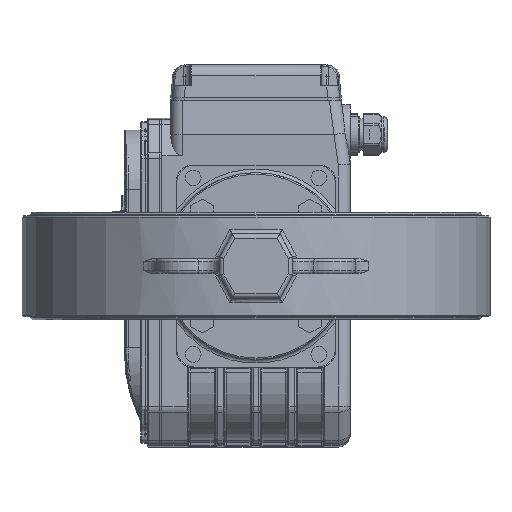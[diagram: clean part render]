
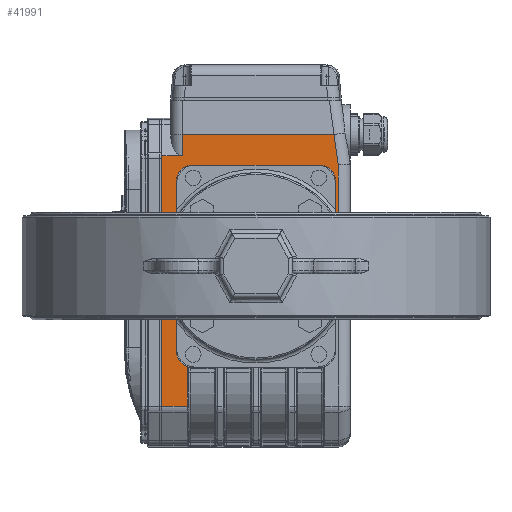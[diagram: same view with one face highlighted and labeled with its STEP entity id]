
A CAD part, front view. The second image highlights one B-rep face of the part: STEP entity #41991.
In plain terms, the highlighted planar face has unit normal (0, -1, 0).
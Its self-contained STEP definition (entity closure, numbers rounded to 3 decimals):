
#2648=CIRCLE('',#45735,10.);
#2650=CIRCLE('',#45738,10.);
#2652=CIRCLE('',#45741,10.);
#4596=LINE('',#72226,#7804);
#4603=LINE('',#72303,#7811);
#4605=LINE('',#72309,#7813);
#4630=LINE('',#72900,#7838);
#4702=LINE('',#73599,#7910);
#4880=LINE('',#74911,#8088);
#4882=LINE('',#74914,#8090);
#4904=LINE('',#74978,#8112);
#4962=LINE('',#75117,#8170);
#4966=LINE('',#75123,#8174);
#4991=LINE('',#75168,#8199);
#5003=LINE('',#75207,#8211);
#7804=VECTOR('',#51115,1000.);
#7811=VECTOR('',#51148,1000.);
#7813=VECTOR('',#51154,1000.);
#7838=VECTOR('',#51245,1000.);
#7910=VECTOR('',#51661,1000.);
#8088=VECTOR('',#52605,1000.);
#8090=VECTOR('',#52609,1000.);
#8112=VECTOR('',#52673,1000.);
#8170=VECTOR('',#52855,1000.);
#8174=VECTOR('',#52863,1000.);
#8199=VECTOR('',#52928,1000.);
#8211=VECTOR('',#52994,1000.);
#15130=ORIENTED_EDGE('',*,*,#25191,.F.);
#15131=ORIENTED_EDGE('',*,*,#24324,.T.);
#15132=ORIENTED_EDGE('',*,*,#24348,.T.);
#15133=ORIENTED_EDGE('',*,*,#24345,.T.);
#15134=ORIENTED_EDGE('',*,*,#25154,.F.);
#15135=ORIENTED_EDGE('',*,*,#24406,.T.);
#15136=ORIENTED_EDGE('',*,*,#25084,.T.);
#15137=ORIENTED_EDGE('',*,*,#25150,.F.);
#15138=ORIENTED_EDGE('',*,*,#25179,.T.);
#15139=ORIENTED_EDGE('',*,*,#24605,.T.);
#15140=ORIENTED_EDGE('',*,*,#25024,.T.);
#15141=ORIENTED_EDGE('',*,*,#25051,.F.);
#15142=ORIENTED_EDGE('',*,*,#25027,.T.);
#15143=ORIENTED_EDGE('',*,*,#25049,.F.);
#15144=ORIENTED_EDGE('',*,*,#25031,.T.);
#24324=EDGE_CURVE('',#30011,#30008,#4596,.T.);
#24345=EDGE_CURVE('',#30029,#30028,#4603,.T.);
#24348=EDGE_CURVE('',#30008,#30029,#4605,.T.);
#24406=EDGE_CURVE('',#30069,#30067,#4630,.T.);
#24605=EDGE_CURVE('',#30198,#30201,#4702,.T.);
#25024=EDGE_CURVE('',#30201,#30472,#2648,.T.);
#25027=EDGE_CURVE('',#30476,#30475,#2650,.T.);
#25031=EDGE_CURVE('',#30480,#30479,#2652,.T.);
#25049=EDGE_CURVE('',#30480,#30475,#4880,.T.);
#25051=EDGE_CURVE('',#30476,#30472,#4882,.T.);
#25084=EDGE_CURVE('',#30067,#30504,#4904,.T.);
#25150=EDGE_CURVE('',#30523,#30504,#4962,.T.);
#25154=EDGE_CURVE('',#30069,#30028,#4966,.T.);
#25179=EDGE_CURVE('',#30523,#30198,#4991,.T.);
#25191=EDGE_CURVE('',#30011,#30479,#5003,.T.);
#30008=VERTEX_POINT('',#72196);
#30011=VERTEX_POINT('',#72224);
#30028=VERTEX_POINT('',#72302);
#30029=VERTEX_POINT('',#72304);
#30067=VERTEX_POINT('',#72898);
#30069=VERTEX_POINT('',#72901);
#30198=VERTEX_POINT('',#73582);
#30201=VERTEX_POINT('',#73597);
#30472=VERTEX_POINT('',#74869);
#30475=VERTEX_POINT('',#74876);
#30476=VERTEX_POINT('',#74878);
#30479=VERTEX_POINT('',#74885);
#30480=VERTEX_POINT('',#74887);
#30504=VERTEX_POINT('',#74977);
#30523=VERTEX_POINT('',#75116);
#35070=EDGE_LOOP('',(#15130,#15131,#15132,#15133,#15134,#15135,#15136,#15137,
#15138,#15139,#15140,#15141,#15142,#15143,#15144));
#38071=FACE_BOUND('',#35070,.T.);
#40294=PLANE('',#45879);
#41991=ADVANCED_FACE('',(#38071),#40294,.F.);
#45735=AXIS2_PLACEMENT_3D('',#74870,#52563,#52564);
#45738=AXIS2_PLACEMENT_3D('',#74877,#52570,#52571);
#45741=AXIS2_PLACEMENT_3D('',#74886,#52578,#52579);
#45879=AXIS2_PLACEMENT_3D('',#75206,#52992,#52993);
#51115=DIRECTION('',(0.,0.,-1.));
#51148=DIRECTION('',(0.99,0.,0.139));
#51154=DIRECTION('',(1.,0.,0.));
#51245=DIRECTION('',(-1.,0.,0.));
#51661=DIRECTION('',(1.,0.,0.));
#52563=DIRECTION('',(0.,1.,0.));
#52564=DIRECTION('',(-1.,0.,0.));
#52570=DIRECTION('',(0.,1.,0.));
#52571=DIRECTION('',(-1.,0.,0.));
#52578=DIRECTION('',(0.,1.,0.));
#52579=DIRECTION('',(-1.,0.,0.));
#52605=DIRECTION('',(0.,0.,1.));
#52609=DIRECTION('',(-1.,0.,0.));
#52673=DIRECTION('',(0.,0.,1.));
#52855=DIRECTION('',(1.,0.,0.));
#52863=DIRECTION('',(0.,0.,-1.));
#52928=DIRECTION('',(0.,0.,-1.));
#52992=DIRECTION('',(0.,1.,0.));
#52993=DIRECTION('',(-1.,0.,0.));
#52994=DIRECTION('',(1.,0.,0.));
#72196=CARTESIAN_POINT('',(35.048,-50.,-55.));
#72224=CARTESIAN_POINT('',(35.048,-50.,-53.));
#72226=CARTESIAN_POINT('',(35.048,-50.,63.));
#72302=CARTESIAN_POINT('',(88.14,-50.,-52.134));
#72303=CARTESIAN_POINT('',(17.575,-50.,-62.051));
#72304=CARTESIAN_POINT('',(67.748,-50.,-55.));
#72309=CARTESIAN_POINT('',(0.,-50.,-55.));
#72898=CARTESIAN_POINT('',(73.82,-50.,49.));
#72900=CARTESIAN_POINT('',(0.,-50.,49.));
#72901=CARTESIAN_POINT('',(88.14,-50.,49.));
#73582=CARTESIAN_POINT('',(-93.676,-50.,46.));
#73597=CARTESIAN_POINT('',(-67.039,-50.,46.));
#73599=CARTESIAN_POINT('',(-67.298,-50.,46.));
#74869=CARTESIAN_POINT('',(-57.5,-50.,53.));
#74870=CARTESIAN_POINT('',(-57.5,-50.,43.));
#74876=CARTESIAN_POINT('',(67.5,-50.,43.));
#74877=CARTESIAN_POINT('',(57.5,-50.,43.));
#74878=CARTESIAN_POINT('',(57.5,-50.,53.));
#74885=CARTESIAN_POINT('',(57.5,-50.,-53.));
#74886=CARTESIAN_POINT('',(57.5,-50.,-43.));
#74887=CARTESIAN_POINT('',(67.5,-50.,-43.));
#74911=CARTESIAN_POINT('',(67.5,-50.,63.));
#74914=CARTESIAN_POINT('',(0.,-50.,53.));
#74977=CARTESIAN_POINT('',(73.82,-50.,63.));
#74978=CARTESIAN_POINT('',(73.82,-50.,57.));
#75116=CARTESIAN_POINT('',(-93.676,-50.,63.));
#75117=CARTESIAN_POINT('',(0.,-50.,63.));
#75123=CARTESIAN_POINT('',(88.14,-50.,63.));
#75168=CARTESIAN_POINT('',(-93.676,-50.,63.));
#75206=CARTESIAN_POINT('',(0.,-50.,63.));
#75207=CARTESIAN_POINT('',(0.,-50.,-53.));
